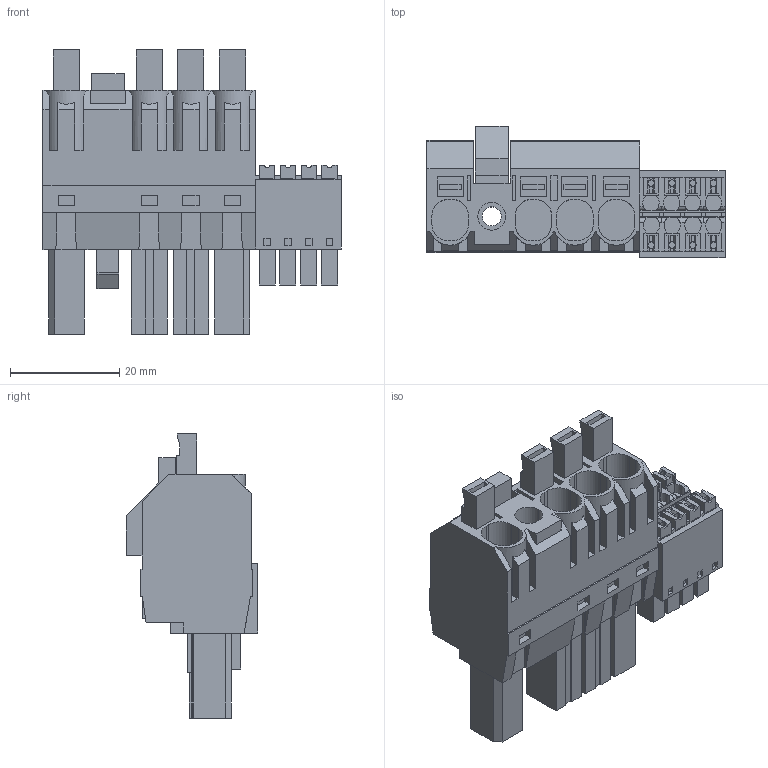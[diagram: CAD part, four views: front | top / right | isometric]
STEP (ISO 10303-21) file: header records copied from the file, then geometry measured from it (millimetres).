
FILE_DESCRIPTION(('CATIA V5 STEP Exchange','CAx-IF Rec.Pracs.--- Model Styling and Organization---1.4--- 2014-01-23'),'2;1');
FILE_NAME ('347746-3_0_2628800000_2628800000.stp','2023-09-07T12:40:37+00:00',('none'),('Weidmueller'),'CATIA Version 5-6 Release 2016 SP3 HF44','CATIA V5 STEP AP214','none');
FILE_SCHEMA(('AUTOMOTIVE_DESIGN { 1 0 10303 214 1 1 1 1 }'));
Length unit declared in the file: millimetre
Products named in the file (1): 2628800000
Bounding box: 54.65 x 24.13 x 52.11 mm (x, y, z)
Volume: 25642.1 mm3; surface area: 14429.5 mm2
Topology: 14 solids, 14 shells, 939 faces, 2597 edges, 1735 vertices
Faces by surface type: plane 845, cylinder 94
Entity records: 28102 total; most frequent: CARTESIAN_POINT 5547, ORIENTED_EDGE 5194, DIRECTION 3697, EDGE_CURVE 2597, VECTOR 2309, LINE 2309, VERTEX_POINT 1735, EDGE_LOOP 1006
